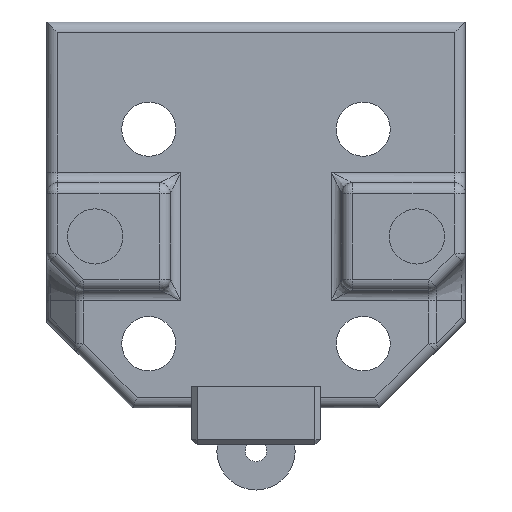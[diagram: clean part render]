
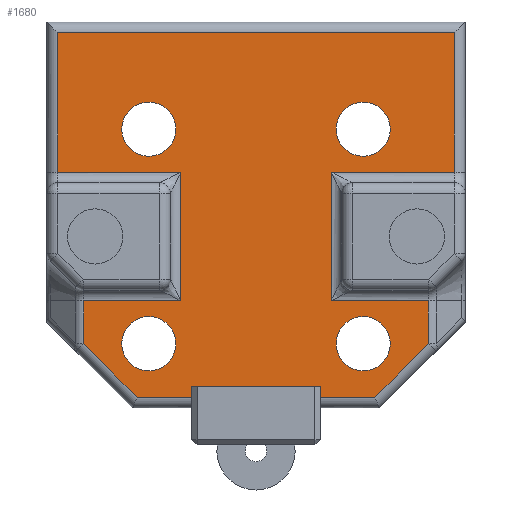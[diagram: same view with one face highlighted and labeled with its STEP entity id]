
A CAD part, front view. The second image highlights one B-rep face of the part: STEP entity #1680.
In plain terms, the highlighted planar face has unit normal (0, -1, 0).
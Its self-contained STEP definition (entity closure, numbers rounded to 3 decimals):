
#113=FACE_BOUND('',#400,.T.);
#114=FACE_BOUND('',#401,.T.);
#115=FACE_BOUND('',#402,.T.);
#116=FACE_BOUND('',#403,.T.);
#194=CIRCLE('',#1892,2.525);
#195=CIRCLE('',#1893,2.525);
#196=CIRCLE('',#1894,2.525);
#197=CIRCLE('',#1895,2.525);
#284=FACE_OUTER_BOUND('',#399,.T.);
#399=EDGE_LOOP('',(#1433,#1434,#1435,#1436,#1437,#1438,#1439,#1440,#1441,
#1442,#1443,#1444,#1445,#1446,#1447,#1448,#1449,#1450));
#400=EDGE_LOOP('',(#1451));
#401=EDGE_LOOP('',(#1452));
#402=EDGE_LOOP('',(#1453));
#403=EDGE_LOOP('',(#1454));
#455=LINE('',#2535,#594);
#457=LINE('',#2539,#596);
#477=LINE('',#2603,#616);
#482=LINE('',#2633,#621);
#492=LINE('',#2750,#631);
#495=LINE('',#2761,#634);
#497=LINE('',#2774,#636);
#515=LINE('',#2924,#654);
#516=LINE('',#2927,#655);
#519=LINE('',#2934,#658);
#540=LINE('',#2996,#679);
#554=LINE('',#3022,#693);
#555=LINE('',#3023,#694);
#556=LINE('',#3024,#695);
#557=LINE('',#3025,#696);
#558=LINE('',#3026,#697);
#559=LINE('',#3027,#698);
#560=LINE('',#3028,#699);
#594=VECTOR('',#1973,10.);
#596=VECTOR('',#1977,10.);
#616=VECTOR('',#2037,10.);
#621=VECTOR('',#2072,10.);
#631=VECTOR('',#2136,10.);
#634=VECTOR('',#2147,10.);
#636=VECTOR('',#2161,10.);
#654=VECTOR('',#2263,10.);
#655=VECTOR('',#2268,10.);
#658=VECTOR('',#2275,10.);
#679=VECTOR('',#2354,10.);
#693=VECTOR('',#2392,10.);
#694=VECTOR('',#2393,10.);
#695=VECTOR('',#2394,10.);
#696=VECTOR('',#2395,10.);
#697=VECTOR('',#2396,10.);
#698=VECTOR('',#2397,10.);
#699=VECTOR('',#2398,10.);
#727=VERTEX_POINT('',#2532);
#728=VERTEX_POINT('',#2534);
#729=VERTEX_POINT('',#2538);
#749=VERTEX_POINT('',#2593);
#753=VERTEX_POINT('',#2602);
#762=VERTEX_POINT('',#2627);
#769=VERTEX_POINT('',#2675);
#778=VERTEX_POINT('',#2734);
#782=VERTEX_POINT('',#2748);
#783=VERTEX_POINT('',#2749);
#787=VERTEX_POINT('',#2759);
#792=VERTEX_POINT('',#2772);
#800=VERTEX_POINT('',#2824);
#809=VERTEX_POINT('',#2883);
#814=VERTEX_POINT('',#2904);
#821=VERTEX_POINT('',#2921);
#822=VERTEX_POINT('',#2923);
#823=VERTEX_POINT('',#2930);
#837=VERTEX_POINT('',#3029);
#838=VERTEX_POINT('',#3031);
#839=VERTEX_POINT('',#3033);
#840=VERTEX_POINT('',#3035);
#868=EDGE_CURVE('',#727,#728,#455,.T.);
#870=EDGE_CURVE('',#729,#728,#457,.T.);
#902=EDGE_CURVE('',#749,#753,#477,.T.);
#917=EDGE_CURVE('',#762,#749,#482,.T.);
#945=EDGE_CURVE('',#782,#783,#492,.T.);
#951=EDGE_CURVE('',#787,#782,#495,.T.);
#957=EDGE_CURVE('',#792,#787,#497,.T.);
#1002=EDGE_CURVE('',#821,#822,#515,.T.);
#1004=EDGE_CURVE('',#822,#814,#516,.T.);
#1008=EDGE_CURVE('',#814,#823,#519,.T.);
#1043=EDGE_CURVE('',#753,#727,#540,.T.);
#1057=EDGE_CURVE('',#821,#729,#554,.T.);
#1058=EDGE_CURVE('',#769,#762,#555,.T.);
#1059=EDGE_CURVE('',#778,#769,#556,.T.);
#1060=EDGE_CURVE('',#783,#778,#557,.T.);
#1061=EDGE_CURVE('',#800,#792,#558,.T.);
#1062=EDGE_CURVE('',#809,#800,#559,.T.);
#1063=EDGE_CURVE('',#823,#809,#560,.T.);
#1064=EDGE_CURVE('',#837,#837,#194,.T.);
#1065=EDGE_CURVE('',#838,#838,#195,.T.);
#1066=EDGE_CURVE('',#839,#839,#196,.T.);
#1067=EDGE_CURVE('',#840,#840,#197,.T.);
#1433=ORIENTED_EDGE('',*,*,#1008,.F.);
#1434=ORIENTED_EDGE('',*,*,#1004,.F.);
#1435=ORIENTED_EDGE('',*,*,#1002,.F.);
#1436=ORIENTED_EDGE('',*,*,#1057,.T.);
#1437=ORIENTED_EDGE('',*,*,#870,.T.);
#1438=ORIENTED_EDGE('',*,*,#868,.F.);
#1439=ORIENTED_EDGE('',*,*,#1043,.F.);
#1440=ORIENTED_EDGE('',*,*,#902,.F.);
#1441=ORIENTED_EDGE('',*,*,#917,.F.);
#1442=ORIENTED_EDGE('',*,*,#1058,.F.);
#1443=ORIENTED_EDGE('',*,*,#1059,.F.);
#1444=ORIENTED_EDGE('',*,*,#1060,.F.);
#1445=ORIENTED_EDGE('',*,*,#945,.F.);
#1446=ORIENTED_EDGE('',*,*,#951,.F.);
#1447=ORIENTED_EDGE('',*,*,#957,.F.);
#1448=ORIENTED_EDGE('',*,*,#1061,.F.);
#1449=ORIENTED_EDGE('',*,*,#1062,.F.);
#1450=ORIENTED_EDGE('',*,*,#1063,.F.);
#1451=ORIENTED_EDGE('',*,*,#1064,.T.);
#1452=ORIENTED_EDGE('',*,*,#1065,.T.);
#1453=ORIENTED_EDGE('',*,*,#1066,.T.);
#1454=ORIENTED_EDGE('',*,*,#1067,.T.);
#1584=PLANE('',#1891);
#1680=ADVANCED_FACE('',(#284,#113,#114,#115,#116),#1584,.T.);
#1891=AXIS2_PLACEMENT_3D('',#3021,#2390,#2391);
#1892=AXIS2_PLACEMENT_3D('',#3030,#2399,#2400);
#1893=AXIS2_PLACEMENT_3D('',#3032,#2401,#2402);
#1894=AXIS2_PLACEMENT_3D('',#3034,#2403,#2404);
#1895=AXIS2_PLACEMENT_3D('',#3036,#2405,#2406);
#1973=DIRECTION('',(0.,0.,1.));
#1977=DIRECTION('',(1.,0.,0.));
#2037=DIRECTION('',(-0.707,0.,-0.707));
#2072=DIRECTION('',(0.,0.,-1.));
#2136=DIRECTION('',(0.,0.,-1.));
#2147=DIRECTION('',(1.,0.,0.));
#2161=DIRECTION('',(0.,0.,1.));
#2263=DIRECTION('',(-1.,0.,0.));
#2268=DIRECTION('',(-0.707,0.,0.707));
#2275=DIRECTION('',(0.,0.,1.));
#2354=DIRECTION('',(-1.,0.,0.));
#2390=DIRECTION('center_axis',(0.,-1.,0.));
#2391=DIRECTION('ref_axis',(1.,0.,0.));
#2392=DIRECTION('',(0.,0.,1.));
#2393=DIRECTION('',(1.,0.,0.));
#2394=DIRECTION('',(0.,0.,-1.));
#2395=DIRECTION('',(-1.,0.,0.));
#2396=DIRECTION('',(-1.,0.,0.));
#2397=DIRECTION('',(0.,0.,1.));
#2398=DIRECTION('',(1.,0.,0.));
#2399=DIRECTION('center_axis',(0.,1.,0.));
#2400=DIRECTION('ref_axis',(1.,0.,0.));
#2401=DIRECTION('center_axis',(0.,1.,0.));
#2402=DIRECTION('ref_axis',(1.,0.,0.));
#2403=DIRECTION('center_axis',(0.,1.,0.));
#2404=DIRECTION('ref_axis',(1.,0.,0.));
#2405=DIRECTION('center_axis',(0.,1.,0.));
#2406=DIRECTION('ref_axis',(1.,0.,0.));
#2532=CARTESIAN_POINT('',(6.,-5.,15.));
#2534=CARTESIAN_POINT('',(6.,-5.,16.));
#2535=CARTESIAN_POINT('',(6.,-5.,17.));
#2538=CARTESIAN_POINT('',(-6.,-5.,16.));
#2539=CARTESIAN_POINT('',(3.,-5.,16.));
#2593=CARTESIAN_POINT('',(16.086,-5.,20.));
#2602=CARTESIAN_POINT('',(11.086,-5.,15.));
#2603=CARTESIAN_POINT('',(13.918,-5.,17.832));
#2627=CARTESIAN_POINT('',(16.086,-5.,24.));
#2633=CARTESIAN_POINT('',(16.086,-5.,28.75));
#2675=CARTESIAN_POINT('',(7.,-5.,24.));
#2734=CARTESIAN_POINT('',(7.,-5.,36.));
#2748=CARTESIAN_POINT('',(18.5,-5.,49.));
#2749=CARTESIAN_POINT('',(18.5,-5.,36.));
#2750=CARTESIAN_POINT('',(18.5,-5.,27.5));
#2759=CARTESIAN_POINT('',(-18.5,-5.,49.));
#2761=CARTESIAN_POINT('',(11.5,-5.,49.));
#2772=CARTESIAN_POINT('',(-18.5,-5.,36.));
#2774=CARTESIAN_POINT('',(-18.5,-5.,32.5));
#2824=CARTESIAN_POINT('',(-7.,-5.,36.));
#2883=CARTESIAN_POINT('',(-7.,-5.,24.));
#2904=CARTESIAN_POINT('',(-16.086,-5.,20.));
#2921=CARTESIAN_POINT('',(-6.,-5.,15.));
#2923=CARTESIAN_POINT('',(-11.086,-5.,15.));
#2924=CARTESIAN_POINT('',(-12.,-5.,15.));
#2927=CARTESIAN_POINT('',(-13.918,-5.,17.832));
#2930=CARTESIAN_POINT('',(-16.086,-5.,24.));
#2934=CARTESIAN_POINT('',(-16.086,-5.,31.25));
#2996=CARTESIAN_POINT('',(3.,-5.,15.));
#3021=CARTESIAN_POINT('Origin',(0.,-5.,30.));
#3022=CARTESIAN_POINT('',(-6.,-5.,23.));
#3023=CARTESIAN_POINT('',(4.,-5.,24.));
#3024=CARTESIAN_POINT('',(7.,-5.,32.5));
#3025=CARTESIAN_POINT('',(11.5,-5.,36.));
#3026=CARTESIAN_POINT('',(-4.,-5.,36.));
#3027=CARTESIAN_POINT('',(-7.,-5.,27.5));
#3028=CARTESIAN_POINT('',(-11.5,-5.,24.));
#3029=CARTESIAN_POINT('',(-12.525,-5.,20.));
#3030=CARTESIAN_POINT('Origin',(-10.,-5.,20.));
#3031=CARTESIAN_POINT('',(-12.525,-5.,40.));
#3032=CARTESIAN_POINT('Origin',(-10.,-5.,40.));
#3033=CARTESIAN_POINT('',(7.475,-5.,40.));
#3034=CARTESIAN_POINT('Origin',(10.,-5.,40.));
#3035=CARTESIAN_POINT('',(7.475,-5.,20.));
#3036=CARTESIAN_POINT('Origin',(10.,-5.,20.));
